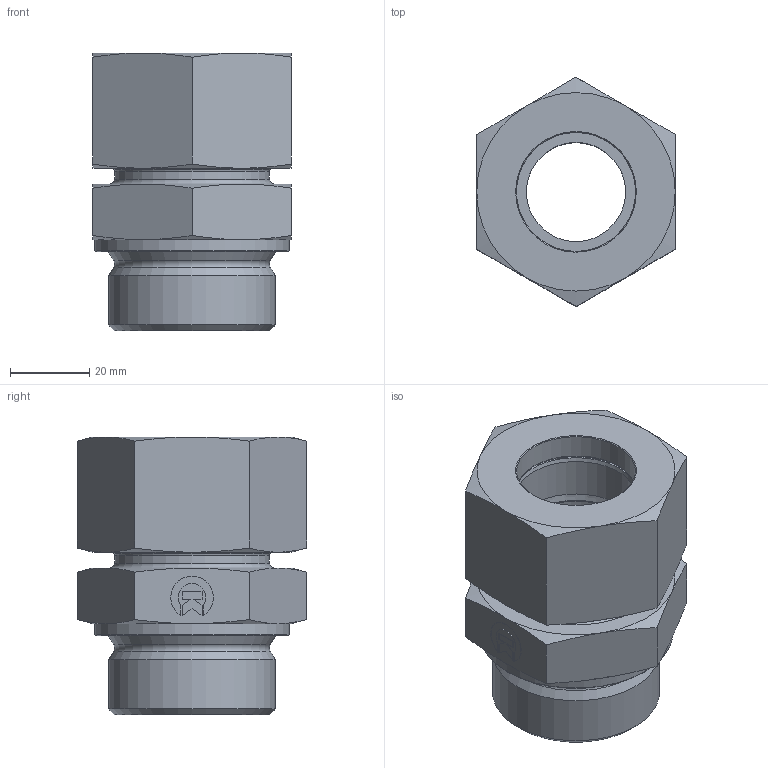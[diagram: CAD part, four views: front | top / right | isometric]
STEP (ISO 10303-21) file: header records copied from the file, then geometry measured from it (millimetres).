
FILE_DESCRIPTION((''),'2;1');
FILE_NAME('028304242.stp','2014-07-28T12:02:38',(''),('KNOMI spol. s r. o.'),'Autodesk Inventor 2012','Autodesk Inventor 2012','');
FILE_SCHEMA(('AUTOMOTIVE_DESIGN { 1 2 10303 214 0 1 1 1 }'));
Length unit declared in the file: millimetre
Products named in the file (4): PHAM3K 30SM    M42x2/M42x2; 018 30 4242; 40830; 3983042
Assembly tree (3 placements, depth 2):
  PHAM3K 30SM    M42x2/M42x2
    018 30 4242
    40830
    3983042
Bounding box: 50.02 x 57.73 x 70 mm (x, y, z)
Volume: 91695.1 mm3; surface area: 29684 mm2
Topology: 3 solids, 3 shells, 113 faces, 257 edges, 161 vertices
Faces by surface type: plane 53, cone 40, cylinder 15, torus 5
Full cylindrical faces by diameter (mm): 25 x1, 30 x3, 33 x1, 36 x1, 39 x1, 39.835 x1, 42 x2, 49 x1
Entity records: 3121 total; most frequent: CARTESIAN_POINT 588, DIRECTION 484, ORIENTED_EDGE 434, EDGE_CURVE 217, AXIS2_PLACEMENT_3D 193, EDGE_LOOP 160, VERTEX_POINT 151, STYLED_ITEM 116
